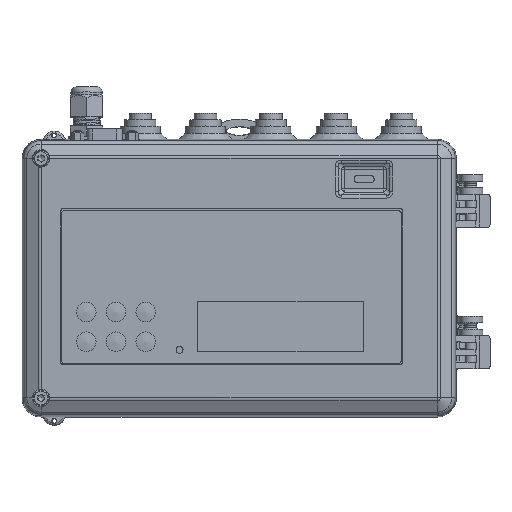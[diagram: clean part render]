
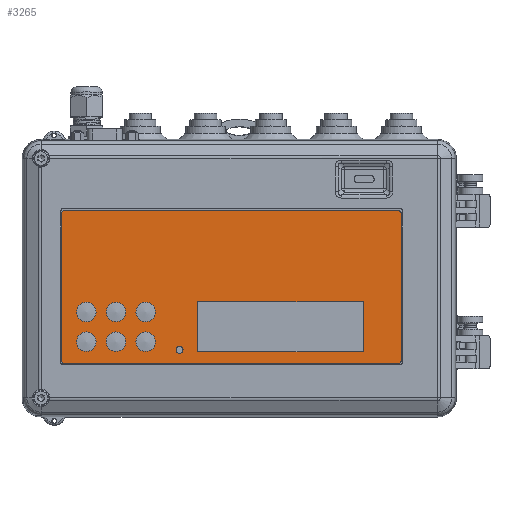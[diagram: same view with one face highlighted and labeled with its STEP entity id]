
A CAD part, top view. The second image highlights one B-rep face of the part: STEP entity #3265.
In plain terms, the highlighted planar face has unit normal (0, 0, 1).
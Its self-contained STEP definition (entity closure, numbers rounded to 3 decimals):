
#3265=ADVANCED_FACE('',(#15100,#15102,#15104,#15106,#15108,#15110,#15112,#15114,
#15116),#15118,.T.);
#15100=FACE_BOUND('',#15101,.T.);
#15101=EDGE_LOOP('',(#26636,#26637,#26638,#26639,#26640,#26641,#26642,#26643));
#15102=FACE_BOUND('',#15103,.T.);
#15103=EDGE_LOOP('',(#26644));
#15104=FACE_BOUND('',#15105,.T.);
#15105=EDGE_LOOP('',(#26645));
#15106=FACE_BOUND('',#15107,.T.);
#15107=EDGE_LOOP('',(#26646));
#15108=FACE_BOUND('',#15109,.T.);
#15109=EDGE_LOOP('',(#26647));
#15110=FACE_BOUND('',#15111,.T.);
#15111=EDGE_LOOP('',(#26648));
#15112=FACE_BOUND('',#15113,.T.);
#15113=EDGE_LOOP('',(#26649));
#15114=FACE_BOUND('',#15115,.T.);
#15115=EDGE_LOOP('',(#26650));
#15116=FACE_BOUND('',#15117,.T.);
#15117=EDGE_LOOP('',(#26651,#26652,#26653,#26654));
#15118=PLANE('',#15119);
#15119=AXIS2_PLACEMENT_3D('',#15120,#15121,#15122);
#15120=CARTESIAN_POINT('',(0.,0.,0.5));
#15121=DIRECTION('',(0.,0.,1.));
#15122=DIRECTION('',(-1.,0.,0.));
#26636=ORIENTED_EDGE('',*,*,#31486,.T.);
#26637=ORIENTED_EDGE('',*,*,#31487,.T.);
#26638=ORIENTED_EDGE('',*,*,#31488,.T.);
#26639=ORIENTED_EDGE('',*,*,#31489,.T.);
#26640=ORIENTED_EDGE('',*,*,#31490,.T.);
#26641=ORIENTED_EDGE('',*,*,#31491,.T.);
#26642=ORIENTED_EDGE('',*,*,#31492,.T.);
#26643=ORIENTED_EDGE('',*,*,#31493,.T.);
#26644=ORIENTED_EDGE('',*,*,#31494,.F.);
#26645=ORIENTED_EDGE('',*,*,#31495,.F.);
#26646=ORIENTED_EDGE('',*,*,#31496,.F.);
#26647=ORIENTED_EDGE('',*,*,#31497,.F.);
#26648=ORIENTED_EDGE('',*,*,#31498,.F.);
#26649=ORIENTED_EDGE('',*,*,#31499,.F.);
#26650=ORIENTED_EDGE('',*,*,#31500,.T.);
#26651=ORIENTED_EDGE('',*,*,#31501,.T.);
#26652=ORIENTED_EDGE('',*,*,#31502,.T.);
#26653=ORIENTED_EDGE('',*,*,#31503,.T.);
#26654=ORIENTED_EDGE('',*,*,#31504,.T.);
#31486=EDGE_CURVE('',#36793,#36794,#36795,.T.);
#31487=EDGE_CURVE('',#36794,#36796,#36797,.T.);
#31488=EDGE_CURVE('',#36796,#36798,#36799,.T.);
#31489=EDGE_CURVE('',#36798,#36800,#36801,.T.);
#31490=EDGE_CURVE('',#36800,#36802,#36803,.T.);
#31491=EDGE_CURVE('',#36802,#36804,#36805,.T.);
#31492=EDGE_CURVE('',#36804,#36806,#36807,.T.);
#31493=EDGE_CURVE('',#36806,#36793,#36808,.T.);
#31494=EDGE_CURVE('',#36809,#36809,#36810,.T.);
#31495=EDGE_CURVE('',#36811,#36811,#36812,.T.);
#31496=EDGE_CURVE('',#36813,#36813,#36814,.T.);
#31497=EDGE_CURVE('',#36815,#36815,#36816,.T.);
#31498=EDGE_CURVE('',#36817,#36817,#36818,.T.);
#31499=EDGE_CURVE('',#36819,#36819,#36820,.T.);
#31500=EDGE_CURVE('',#36821,#36821,#36822,.F.);
#31501=EDGE_CURVE('',#36823,#36824,#36825,.F.);
#31502=EDGE_CURVE('',#36824,#36826,#36827,.F.);
#31503=EDGE_CURVE('',#36826,#36828,#36829,.F.);
#31504=EDGE_CURVE('',#36828,#36823,#36830,.F.);
#36793=VERTEX_POINT('',#50612);
#36794=VERTEX_POINT('',#50613);
#36795=LINE('',#50614,#50615);
#36796=VERTEX_POINT('',#50617);
#36797=CIRCLE('',#50618,1.5);
#36798=VERTEX_POINT('',#50622);
#36799=LINE('',#50623,#50624);
#36800=VERTEX_POINT('',#50626);
#36801=CIRCLE('',#50627,1.5);
#36802=VERTEX_POINT('',#50631);
#36803=LINE('',#50632,#50633);
#36804=VERTEX_POINT('',#50635);
#36805=CIRCLE('',#50636,1.5);
#36806=VERTEX_POINT('',#50640);
#36807=LINE('',#50641,#50642);
#36808=CIRCLE('',#50644,1.5);
#36809=VERTEX_POINT('',#50648);
#36810=CIRCLE('',#50649,4.5);
#36811=VERTEX_POINT('',#50653);
#36812=CIRCLE('',#50654,4.5);
#36813=VERTEX_POINT('',#50658);
#36814=CIRCLE('',#50659,4.5);
#36815=VERTEX_POINT('',#50663);
#36816=CIRCLE('',#50664,4.5);
#36817=VERTEX_POINT('',#50668);
#36818=CIRCLE('',#50669,4.5);
#36819=VERTEX_POINT('',#50673);
#36820=CIRCLE('',#50674,4.5);
#36821=VERTEX_POINT('',#50678);
#36822=CIRCLE('',#50679,1.6);
#36823=VERTEX_POINT('',#50683);
#36824=VERTEX_POINT('',#50684);
#36825=LINE('',#50685,#50686);
#36826=VERTEX_POINT('',#50688);
#36827=LINE('',#50689,#50690);
#36828=VERTEX_POINT('',#50692);
#36829=LINE('',#50693,#50694);
#36830=LINE('',#50696,#50697);
#50612=CARTESIAN_POINT('',(72.98,31.088,0.5));
#50613=CARTESIAN_POINT('',(-80.02,31.088,0.5));
#50614=CARTESIAN_POINT('',(72.98,31.088,0.5));
#50615=VECTOR('',#50616,1.);
#50616=DIRECTION('',(-1.,0.,0.));
#50617=CARTESIAN_POINT('',(-81.52,29.588,0.5));
#50618=AXIS2_PLACEMENT_3D('',#50619,#50620,#50621);
#50619=CARTESIAN_POINT('',(-80.02,29.588,0.5));
#50620=DIRECTION('',(0.,0.,1.));
#50621=DIRECTION('',(0.,1.,0.));
#50622=CARTESIAN_POINT('',(-81.52,-38.034,0.5));
#50623=CARTESIAN_POINT('',(-81.52,29.588,0.5));
#50624=VECTOR('',#50625,1.);
#50625=DIRECTION('',(0.,-1.,0.));
#50626=CARTESIAN_POINT('',(-80.02,-39.534,0.5));
#50627=AXIS2_PLACEMENT_3D('',#50628,#50629,#50630);
#50628=CARTESIAN_POINT('',(-80.02,-38.034,0.5));
#50629=DIRECTION('',(0.,0.,1.));
#50630=DIRECTION('',(-1.,0.,0.));
#50631=CARTESIAN_POINT('',(72.98,-39.534,0.5));
#50632=CARTESIAN_POINT('',(-80.02,-39.534,0.5));
#50633=VECTOR('',#50634,1.);
#50634=DIRECTION('',(1.,0.,0.));
#50635=CARTESIAN_POINT('',(74.48,-38.034,0.5));
#50636=AXIS2_PLACEMENT_3D('',#50637,#50638,#50639);
#50637=CARTESIAN_POINT('',(72.98,-38.034,0.5));
#50638=DIRECTION('',(0.,0.,1.));
#50639=DIRECTION('',(0.,-1.,0.));
#50640=CARTESIAN_POINT('',(74.48,29.588,0.5));
#50641=CARTESIAN_POINT('',(74.48,-38.034,0.5));
#50642=VECTOR('',#50643,1.);
#50643=DIRECTION('',(0.,1.,0.));
#50644=AXIS2_PLACEMENT_3D('',#50645,#50646,#50647);
#50645=CARTESIAN_POINT('',(72.98,29.588,0.5));
#50646=DIRECTION('',(0.,0.,1.));
#50647=DIRECTION('',(1.,0.,0.));
#50648=CARTESIAN_POINT('',(-61.027,-15.689,0.5));
#50649=AXIS2_PLACEMENT_3D('',#50650,#50651,#50652);
#50650=CARTESIAN_POINT('',(-56.527,-15.689,0.5));
#50651=DIRECTION('',(0.,0.,1.));
#50652=DIRECTION('',(-1.,0.,0.));
#50653=CARTESIAN_POINT('',(-47.398,-15.689,0.5));
#50654=AXIS2_PLACEMENT_3D('',#50655,#50656,#50657);
#50655=CARTESIAN_POINT('',(-42.898,-15.689,0.5));
#50656=DIRECTION('',(0.,0.,1.));
#50657=DIRECTION('',(-1.,0.,0.));
#50658=CARTESIAN_POINT('',(-47.398,-29.318,0.5));
#50659=AXIS2_PLACEMENT_3D('',#50660,#50661,#50662);
#50660=CARTESIAN_POINT('',(-42.898,-29.318,0.5));
#50661=DIRECTION('',(0.,0.,1.));
#50662=DIRECTION('',(-1.,0.,0.));
#50663=CARTESIAN_POINT('',(-61.027,-29.318,0.5));
#50664=AXIS2_PLACEMENT_3D('',#50665,#50666,#50667);
#50665=CARTESIAN_POINT('',(-56.527,-29.318,0.5));
#50666=DIRECTION('',(0.,0.,1.));
#50667=DIRECTION('',(-1.,0.,0.));
#50668=CARTESIAN_POINT('',(-74.656,-29.318,0.5));
#50669=AXIS2_PLACEMENT_3D('',#50670,#50671,#50672);
#50670=CARTESIAN_POINT('',(-70.156,-29.318,0.5));
#50671=DIRECTION('',(0.,0.,1.));
#50672=DIRECTION('',(-1.,0.,0.));
#50673=CARTESIAN_POINT('',(-74.656,-15.689,0.5));
#50674=AXIS2_PLACEMENT_3D('',#50675,#50676,#50677);
#50675=CARTESIAN_POINT('',(-70.156,-15.689,0.5));
#50676=DIRECTION('',(0.,0.,1.));
#50677=DIRECTION('',(-1.,0.,0.));
#50678=CARTESIAN_POINT('',(-28.935,-33.1,0.5));
#50679=AXIS2_PLACEMENT_3D('',#50680,#50681,#50682);
#50680=CARTESIAN_POINT('',(-27.335,-33.1,0.5));
#50681=DIRECTION('',(0.,0.,1.));
#50682=DIRECTION('',(-1.,0.,0.));
#50683=CARTESIAN_POINT('',(57.04,-34.,0.5));
#50684=CARTESIAN_POINT('',(-18.96,-34.,0.5));
#50685=CARTESIAN_POINT('',(-18.96,-34.,0.5));
#50686=VECTOR('',#50687,1.);
#50687=DIRECTION('',(1.,0.,0.));
#50688=CARTESIAN_POINT('',(-18.96,-11.,0.5));
#50689=CARTESIAN_POINT('',(-18.96,-11.,0.5));
#50690=VECTOR('',#50691,1.);
#50691=DIRECTION('',(0.,-1.,0.));
#50692=CARTESIAN_POINT('',(57.04,-11.,0.5));
#50693=CARTESIAN_POINT('',(57.04,-11.,0.5));
#50694=VECTOR('',#50695,1.);
#50695=DIRECTION('',(-1.,0.,0.));
#50696=CARTESIAN_POINT('',(57.04,-34.,0.5));
#50697=VECTOR('',#50698,1.);
#50698=DIRECTION('',(0.,1.,0.));
